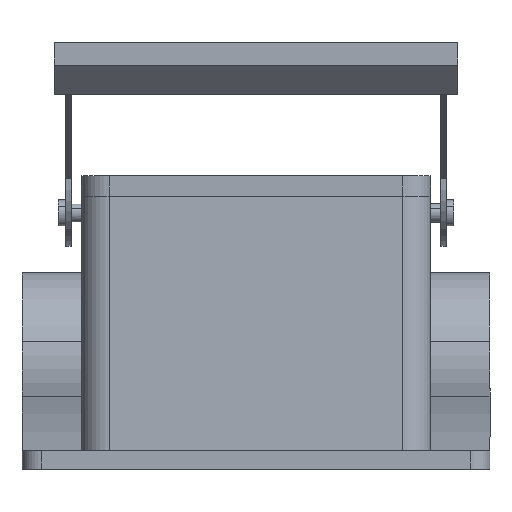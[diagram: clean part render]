
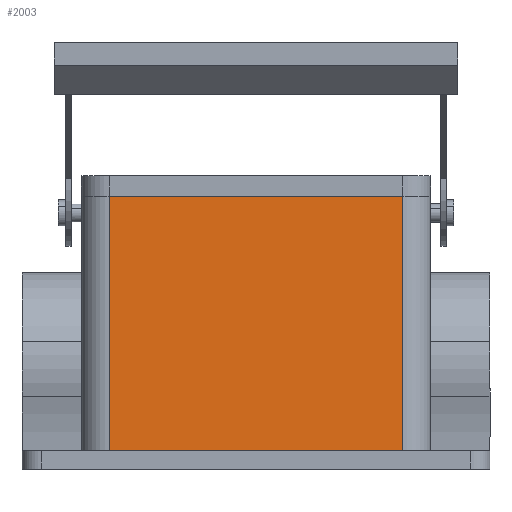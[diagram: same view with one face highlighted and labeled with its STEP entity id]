
A CAD part, left-side view. The second image highlights one B-rep face of the part: STEP entity #2003.
In plain terms, the highlighted planar face has unit normal (-1, 0, 0.03).
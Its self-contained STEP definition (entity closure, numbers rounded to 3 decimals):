
#1983=AXIS2_PLACEMENT_3D('Plane Axis2P3D',#1980,#1981,#1982) ;
#897=CARTESIAN_POINT('Vertex',(18.75,102.5,73.5)) ;
#900=CARTESIAN_POINT('Line Origine',(18.75,63.,73.5)) ;
#904=CARTESIAN_POINT('Vertex',(18.75,23.5,73.5)) ;
#1958=CARTESIAN_POINT('Line Origine',(17.661,102.5,37.865)) ;
#1962=CARTESIAN_POINT('Vertex',(16.657,102.5,5.)) ;
#1980=CARTESIAN_POINT('Axis2P3D Location',(18.75,63.,73.5)) ;
#1985=CARTESIAN_POINT('Line Origine',(17.704,23.5,39.25)) ;
#1989=CARTESIAN_POINT('Vertex',(16.657,23.5,5.)) ;
#1992=CARTESIAN_POINT('Line Origine',(16.657,63.,5.)) ;
#901=DIRECTION('Vector Direction',(0.,1.,0.)) ;
#1959=DIRECTION('Vector Direction',(0.031,0.,1.)) ;
#1981=DIRECTION('Axis2P3D Direction',(-1.,0.,0.031)) ;
#1982=DIRECTION('Axis2P3D XDirection',(0.,1.,0.)) ;
#1986=DIRECTION('Vector Direction',(-0.031,0.,-1.)) ;
#1993=DIRECTION('Vector Direction',(0.,1.,0.)) ;
#902=VECTOR('Line Direction',#901,1.) ;
#1960=VECTOR('Line Direction',#1959,1.) ;
#1987=VECTOR('Line Direction',#1986,1.) ;
#1994=VECTOR('Line Direction',#1993,1.) ;
#1998=ORIENTED_EDGE('',*,*,#1991,.F.) ;
#1999=ORIENTED_EDGE('',*,*,#906,.F.) ;
#2000=ORIENTED_EDGE('',*,*,#1964,.F.) ;
#2001=ORIENTED_EDGE('',*,*,#1996,.F.) ;
#2003=ADVANCED_FACE('Housing',(#2002),#1984,.T.) ;
#906=EDGE_CURVE('',#898,#905,#903,.F.) ;
#1964=EDGE_CURVE('',#1963,#898,#1961,.T.) ;
#1991=EDGE_CURVE('',#905,#1990,#1988,.T.) ;
#1996=EDGE_CURVE('',#1990,#1963,#1995,.T.) ;
#1997=EDGE_LOOP('',(#1998,#1999,#2000,#2001)) ;
#2002=FACE_OUTER_BOUND('',#1997,.T.) ;
#903=LINE('Line',#900,#902) ;
#1961=LINE('Line',#1958,#1960) ;
#1988=LINE('Line',#1985,#1987) ;
#1995=LINE('Line',#1992,#1994) ;
#1984=PLANE('',#1983) ;
#898=VERTEX_POINT('',#897) ;
#905=VERTEX_POINT('',#904) ;
#1963=VERTEX_POINT('',#1962) ;
#1990=VERTEX_POINT('',#1989) ;
